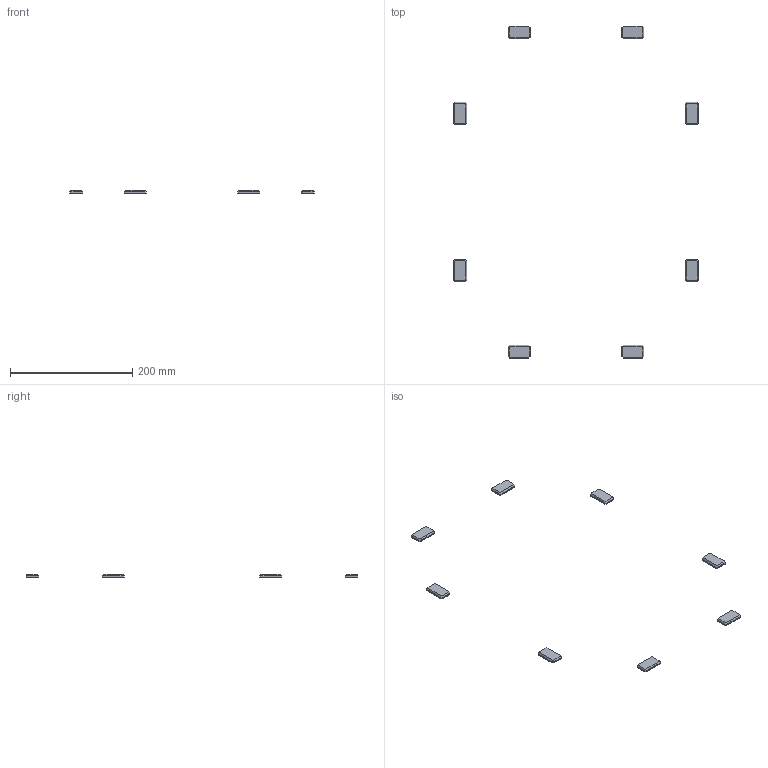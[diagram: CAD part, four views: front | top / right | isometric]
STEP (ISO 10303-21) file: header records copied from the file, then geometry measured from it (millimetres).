
FILE_DESCRIPTION(/* description */ (''),/* implementation_level */ '2;1');
FILE_NAME(/* name */ 'Magnet Clips.step',/* time_stamp */ '2024-08-20T19:44:38-05:00',/* author */ (''),/* organization */ (''),/* preprocessor_version */ 'ST-DEVELOPER v20',/* originating_system */ 'Autodesk Translation Framework v13.14.0.145',/* authorisation */ '');
FILE_SCHEMA (('AUTOMOTIVE_DESIGN { 1 0 10303 214 3 1 1 }'));
Length unit declared in the file: millimetre
Products named in the file (2): Magnet Clips; Clip_Top_v0-1
Assembly tree (8 placements, depth 2):
  Magnet Clips
    Clip_Top_v0-1  x8
Bounding box: 400 x 543 x 5.2 mm (x, y, z)
Volume: 27003.7 mm3; surface area: 16079.7 mm2
Topology: 8 solids, 8 shells, 288 faces, 640 edges, 384 vertices
Faces by surface type: plane 256, cone 16, cylinder 16
Full cylindrical faces by diameter (mm): 6.3 x16
Entity records: 1080 total; most frequent: DIRECTION 180, CARTESIAN_POINT 174, ORIENTED_EDGE 160, EDGE_CURVE 80, LINE 72, VECTOR 72, AXIS2_PLACEMENT_3D 54, VERTEX_POINT 48
